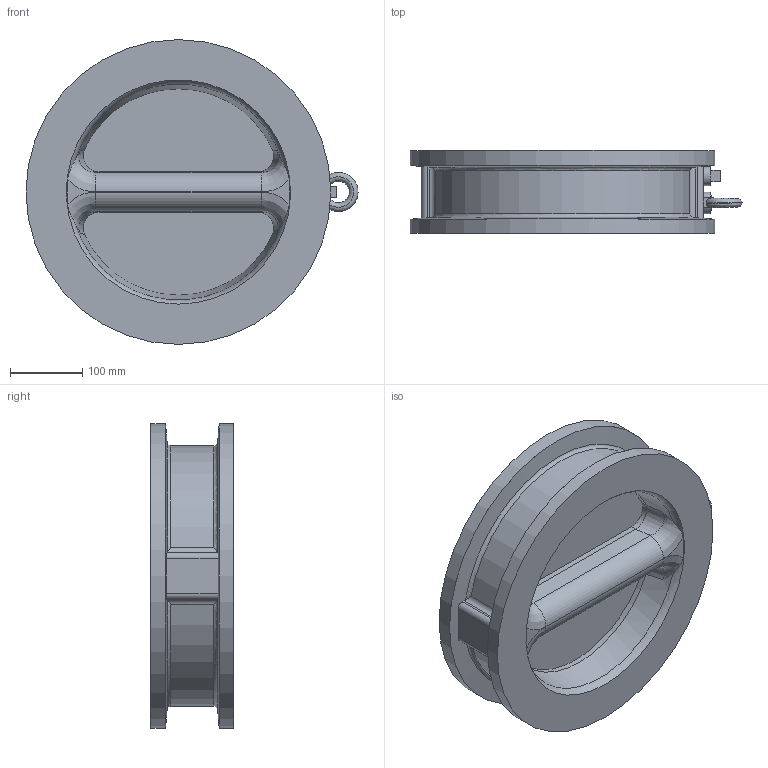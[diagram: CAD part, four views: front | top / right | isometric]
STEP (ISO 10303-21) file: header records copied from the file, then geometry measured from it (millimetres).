
FILE_DESCRIPTION((''),'2;1');
FILE_NAME('98100076.stp','2008-10-14T14:02:54',('hecker'),(''),'Autodesk Inventor 2008','Autodesk Inventor 2008','');
FILE_SCHEMA(('AUTOMOTIVE_DESIGN { 1 0 10303 214 1 1 1 1 }'));
Length unit declared in the file: millimetre
Products named in the file (1): 98100076
Bounding box: 458.5 x 114 x 421 mm (x, y, z)
Volume: 7476337.1 mm3; surface area: 703380 mm2
Topology: 1 solids, 1 shells, 200 faces, 533 edges, 346 vertices
Faces by surface type: plane 94, cylinder 59, bspline 22, torus 15, cone 10
Full cylindrical faces by diameter (mm): 3 x12, 16 x2, 21.032 x2, 26.44 x1, 30 x3, 305 x1, 320 x1, 421 x2
Entity records: 26158 total; most frequent: CARTESIAN_POINT 21478, ORIENTED_EDGE 924, DIRECTION 828, EDGE_CURVE 462, AXIS2_PLACEMENT_3D 319, VERTEX_POINT 319, EDGE_LOOP 271, FACE_OUTER_BOUND 200
